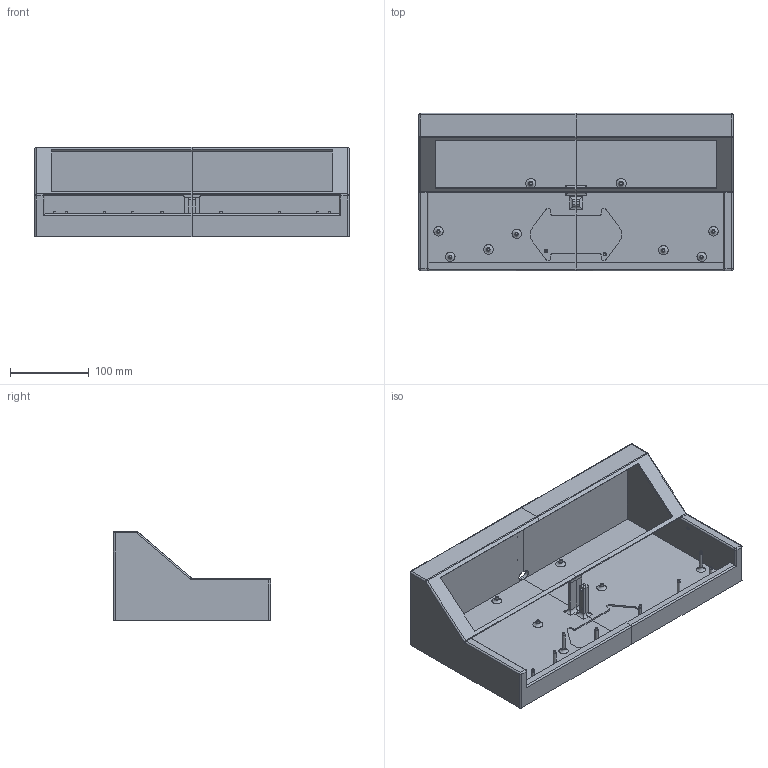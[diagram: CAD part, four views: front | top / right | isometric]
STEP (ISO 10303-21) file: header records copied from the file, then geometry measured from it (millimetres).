
FILE_DESCRIPTION(/* description */ (''),/* implementation_level */ '2;1');
FILE_NAME(/* name */ 'housing_base.step',/* time_stamp */ '2026-02-14T11:19:36+01:00',/* author */ ('erikt'),/* organization */ (''),/* preprocessor_version */ 'ST-DEVELOPER v19.2',/* originating_system */ 'Autodesk Inventor 2024',/* authorisation */ '');
FILE_SCHEMA (('CONFIG_CONTROL_DESIGN'));
Length unit declared in the file: millimetre
Products named in the file (1): leftside
Bounding box: 400 x 200 x 114 mm (x, y, z)
Volume: 1008610.4 mm3; surface area: 365291.1 mm2
Topology: 4 solids, 4 shells, 255 faces, 618 edges, 406 vertices
Faces by surface type: plane 119, cylinder 107, torus 17, sphere 10, bspline 2
Full cylindrical faces by diameter (mm): 3 x14, 3.5 x4, 4 x13
Entity records: 7563 total; most frequent: CARTESIAN_POINT 1373, DIRECTION 1355, ORIENTED_EDGE 1208, EDGE_CURVE 604, AXIS2_PLACEMENT_3D 500, VERTEX_POINT 384, LINE 355, VECTOR 355
